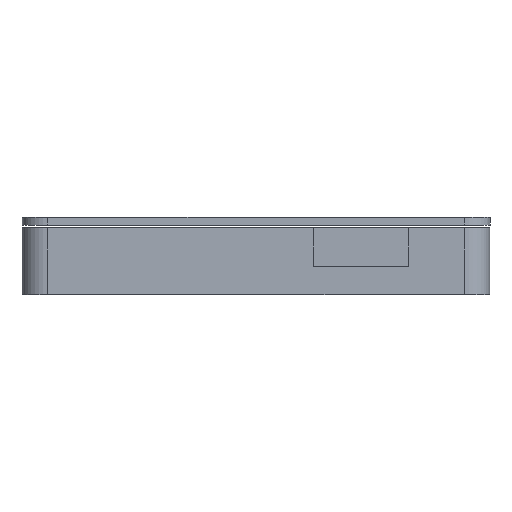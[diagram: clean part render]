
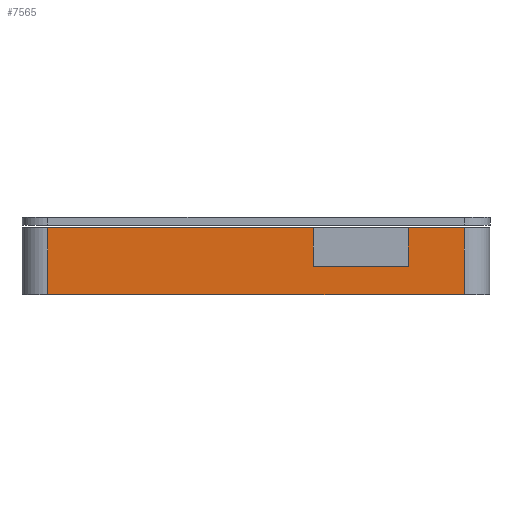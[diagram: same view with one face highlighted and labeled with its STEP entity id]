
A CAD part, front view. The second image highlights one B-rep face of the part: STEP entity #7565.
In plain terms, the highlighted planar face has unit normal (0, -1, 0).
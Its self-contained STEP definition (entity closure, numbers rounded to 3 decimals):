
#607=PLANE('',#8042);
#877=FACE_OUTER_BOUND('',#1303,.T.);
#1303=EDGE_LOOP('',(#6393,#6394,#6395,#6396,#6397,#6398,#6399,#6400));
#2099=LINE('',#12814,#2703);
#2102=LINE('',#12819,#2706);
#2104=LINE('',#12823,#2708);
#2105=LINE('',#12827,#2709);
#2106=LINE('',#12829,#2710);
#2107=LINE('',#12831,#2711);
#2108=LINE('',#12832,#2712);
#2109=LINE('',#12833,#2713);
#2703=VECTOR('',#9493,10.);
#2706=VECTOR('',#9498,10.);
#2708=VECTOR('',#9502,10.);
#2709=VECTOR('',#9505,10.);
#2710=VECTOR('',#9506,10.);
#2711=VECTOR('',#9507,10.);
#2712=VECTOR('',#9508,10.);
#2713=VECTOR('',#9509,10.);
#3675=VERTEX_POINT('',#12811);
#3676=VERTEX_POINT('',#12813);
#3677=VERTEX_POINT('',#12817);
#3678=VERTEX_POINT('',#12821);
#3679=VERTEX_POINT('',#12825);
#3680=VERTEX_POINT('',#12826);
#3681=VERTEX_POINT('',#12828);
#3682=VERTEX_POINT('',#12830);
#4625=EDGE_CURVE('',#3676,#3675,#2099,.T.);
#4628=EDGE_CURVE('',#3677,#3676,#2102,.T.);
#4630=EDGE_CURVE('',#3675,#3678,#2104,.T.);
#4631=EDGE_CURVE('',#3679,#3680,#2105,.T.);
#4632=EDGE_CURVE('',#3679,#3681,#2106,.T.);
#4633=EDGE_CURVE('',#3682,#3681,#2107,.T.);
#4634=EDGE_CURVE('',#3677,#3682,#2108,.T.);
#4635=EDGE_CURVE('',#3680,#3678,#2109,.T.);
#6393=ORIENTED_EDGE('',*,*,#4631,.F.);
#6394=ORIENTED_EDGE('',*,*,#4632,.T.);
#6395=ORIENTED_EDGE('',*,*,#4633,.F.);
#6396=ORIENTED_EDGE('',*,*,#4634,.F.);
#6397=ORIENTED_EDGE('',*,*,#4628,.T.);
#6398=ORIENTED_EDGE('',*,*,#4625,.T.);
#6399=ORIENTED_EDGE('',*,*,#4630,.T.);
#6400=ORIENTED_EDGE('',*,*,#4635,.F.);
#7565=ADVANCED_FACE('',(#877),#607,.T.);
#8042=AXIS2_PLACEMENT_3D('',#12824,#9503,#9504);
#9493=DIRECTION('',(-1.,0.,0.));
#9498=DIRECTION('',(0.,0.,-1.));
#9502=DIRECTION('',(0.,0.,1.));
#9503=DIRECTION('center_axis',(0.,-1.,0.));
#9504=DIRECTION('ref_axis',(1.,0.,0.));
#9505=DIRECTION('',(0.,0.,1.));
#9506=DIRECTION('',(1.,0.,0.));
#9507=DIRECTION('',(0.,0.,-1.));
#9508=DIRECTION('',(1.,0.,0.));
#9509=DIRECTION('',(1.,0.,0.));
#12811=CARTESIAN_POINT('',(152.431,-122.92,5.5));
#12813=CARTESIAN_POINT('',(170.931,-122.92,5.5));
#12814=CARTESIAN_POINT('',(128.74,-122.92,5.5));
#12817=CARTESIAN_POINT('',(170.931,-122.92,13.));
#12819=CARTESIAN_POINT('',(170.931,-122.92,6.5));
#12821=CARTESIAN_POINT('',(152.431,-122.92,13.));
#12823=CARTESIAN_POINT('',(152.431,-122.92,6.5));
#12824=CARTESIAN_POINT('Origin',(95.799,-122.92,0.));
#12825=CARTESIAN_POINT('',(100.799,-122.92,0.));
#12826=CARTESIAN_POINT('',(100.799,-122.92,13.));
#12827=CARTESIAN_POINT('',(100.799,-122.92,0.));
#12828=CARTESIAN_POINT('',(181.776,-122.92,0.));
#12829=CARTESIAN_POINT('',(95.799,-122.92,0.));
#12830=CARTESIAN_POINT('',(181.776,-122.92,13.));
#12831=CARTESIAN_POINT('',(181.776,-122.92,0.));
#12832=CARTESIAN_POINT('',(95.799,-122.92,13.));
#12833=CARTESIAN_POINT('',(95.799,-122.92,13.));
